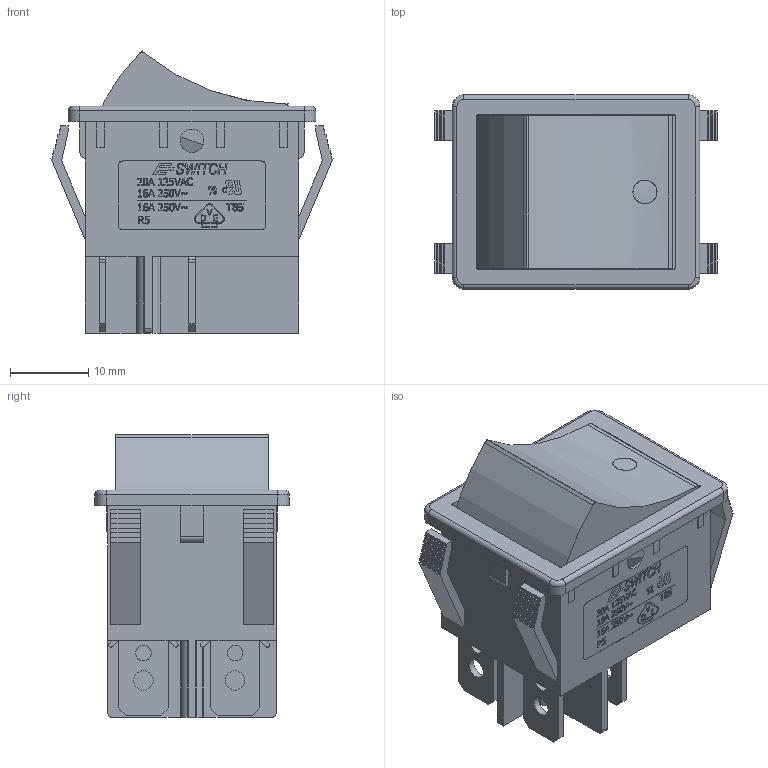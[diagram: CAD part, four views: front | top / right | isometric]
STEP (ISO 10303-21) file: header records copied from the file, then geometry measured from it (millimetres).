
FILE_DESCRIPTION(/* description */ (''),/* implementation_level */ '2;1');
FILE_NAME(/* name */ 'R5BxxxxxxAFx.stp',/* time_stamp */ '2025-06-02T09:26:23-05:00',/* author */ ('mroman'),/* organization */ (''),/* preprocessor_version */ 'ST-DEVELOPER v18.1',/* originating_system */ 'Autodesk Inventor 2022',/* authorisation */ '');
FILE_SCHEMA (('AUTOMOTIVE_DESIGN { 1 0 10303 214 3 1 1 }'));
Length unit declared in the file: centimetre
Products named in the file (1): R5BxxxxxxAFx
Bounding box: 36 x 24.8 x 36.07 mm (x, y, z)
Volume: 4577.8 mm3; surface area: 10001.4 mm2
Topology: 1 solids, 1 shells, 1283 faces, 3505 edges, 2316 vertices
Faces by surface type: plane 793, bspline 390, cylinder 94, torus 4, cone 2
Full cylindrical faces by diameter (mm): 2 x4, 2.5 x4, 3 x3
Entity records: 42246 total; most frequent: CARTESIAN_POINT 12183, ORIENTED_EDGE 7010, DIRECTION 4713, EDGE_CURVE 3505, LINE 2509, VECTOR 2509, VERTEX_POINT 2316, EDGE_LOOP 1401
